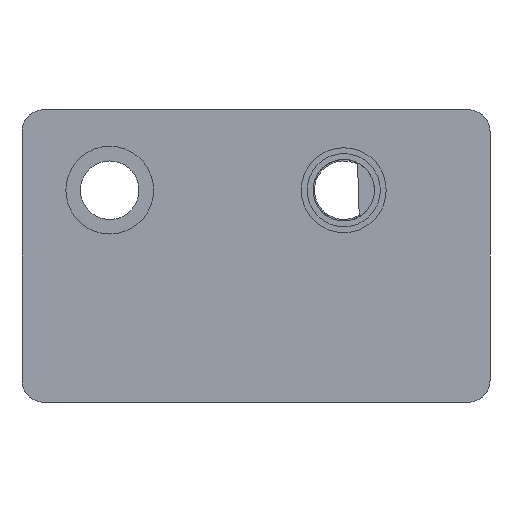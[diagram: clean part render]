
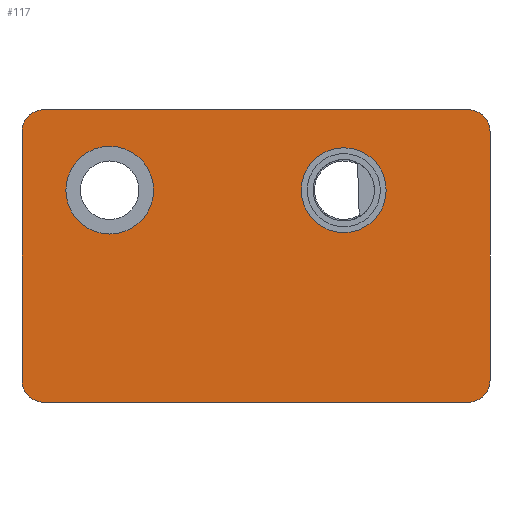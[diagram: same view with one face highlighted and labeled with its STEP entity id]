
A CAD part, front view. The second image highlights one B-rep face of the part: STEP entity #117.
In plain terms, the highlighted planar face has unit normal (0, -1, 0).
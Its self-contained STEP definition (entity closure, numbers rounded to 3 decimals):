
#6 = DIRECTION ( 'NONE',  ( 0., -1., 0. ) ) ;
#73 = AXIS2_PLACEMENT_3D ( 'NONE', #1239, #4567, #1727 ) ;
#117 = ADVANCED_FACE ( 'NONE', ( #685, #5618, #3056 ), #1158, .F. ) ;
#123 = ORIENTED_EDGE ( 'NONE', *, *, #5381, .F. ) ;
#239 = DIRECTION ( 'NONE',  ( 0., 0., 1. ) ) ;
#254 = VECTOR ( 'NONE', #3110, 1000. ) ;
#405 = CARTESIAN_POINT ( 'NONE',  ( -16., 0., 8.5 ) ) ;
#449 = CARTESIAN_POINT ( 'NONE',  ( 6., 0., 7.4 ) ) ;
#472 = ORIENTED_EDGE ( 'NONE', *, *, #5600, .T. ) ;
#503 = CIRCLE ( 'NONE', #3116, 1.5 ) ;
#504 = CARTESIAN_POINT ( 'NONE',  ( -16., 0., -10. ) ) ;
#554 = AXIS2_PLACEMENT_3D ( 'NONE', #3554, #5656, #5535 ) ;
#602 = DIRECTION ( 'NONE',  ( 0., -1., 0. ) ) ;
#621 = VERTEX_POINT ( 'NONE', #6121 ) ;
#643 = VERTEX_POINT ( 'NONE', #4232 ) ;
#685 = FACE_BOUND ( 'NONE', #2284, .T. ) ;
#766 = LINE ( 'NONE', #2940, #5692 ) ;
#863 = EDGE_LOOP ( 'NONE', ( #3962, #1436, #123, #3810, #2517, #1279, #1115, #6049 ) ) ;
#918 = VERTEX_POINT ( 'NONE', #4951 ) ;
#924 = DIRECTION ( 'NONE',  ( 0., 1., 0. ) ) ;
#934 = EDGE_CURVE ( 'NONE', #2127, #5114, #3615, .T. ) ;
#990 = AXIS2_PLACEMENT_3D ( 'NONE', #1787, #5111, #2236 ) ;
#1020 = CARTESIAN_POINT ( 'NONE',  ( 16., 0., 8.5 ) ) ;
#1053 = LINE ( 'NONE', #504, #2170 ) ;
#1093 = CARTESIAN_POINT ( 'NONE',  ( 14.5, 0., 10. ) ) ;
#1115 = ORIENTED_EDGE ( 'NONE', *, *, #2519, .F. ) ;
#1158 = PLANE ( 'NONE',  #554 ) ;
#1179 = AXIS2_PLACEMENT_3D ( 'NONE', #3452, #602, #3943 ) ;
#1239 = CARTESIAN_POINT ( 'NONE',  ( 14.5, 0., 8.5 ) ) ;
#1252 = VERTEX_POINT ( 'NONE', #4421 ) ;
#1279 = ORIENTED_EDGE ( 'NONE', *, *, #2966, .T. ) ;
#1312 = VECTOR ( 'NONE', #5252, 1000. ) ;
#1327 = EDGE_CURVE ( 'NONE', #1252, #621, #3520, .T. ) ;
#1436 = ORIENTED_EDGE ( 'NONE', *, *, #2672, .T. ) ;
#1438 = CIRCLE ( 'NONE', #1498, 3. ) ;
#1498 = AXIS2_PLACEMENT_3D ( 'NONE', #4519, #1690, #5003 ) ;
#1540 = LINE ( 'NONE', #4538, #254 ) ;
#1553 = EDGE_LOOP ( 'NONE', ( #4127, #2839 ) ) ;
#1594 = CARTESIAN_POINT ( 'NONE',  ( 6., 0., 1.6 ) ) ;
#1660 = DIRECTION ( 'NONE',  ( 0., -1., 0. ) ) ;
#1690 = DIRECTION ( 'NONE',  ( 0., 1., 0. ) ) ;
#1727 = DIRECTION ( 'NONE',  ( 0., 0., 1. ) ) ;
#1787 = CARTESIAN_POINT ( 'NONE',  ( 6., 0., 4.5 ) ) ;
#1883 = CARTESIAN_POINT ( 'NONE',  ( 16., 0., -8.5 ) ) ;
#2123 = EDGE_CURVE ( 'NONE', #918, #5057, #503, .T. ) ;
#2127 = VERTEX_POINT ( 'NONE', #2393 ) ;
#2170 = VECTOR ( 'NONE', #4782, 1000. ) ;
#2236 = DIRECTION ( 'NONE',  ( 0., 0., 1. ) ) ;
#2284 = EDGE_LOOP ( 'NONE', ( #4270, #472 ) ) ;
#2393 = CARTESIAN_POINT ( 'NONE',  ( 14.5, 0., -10. ) ) ;
#2438 = EDGE_CURVE ( 'NONE', #6073, #5090, #2723, .T. ) ;
#2517 = ORIENTED_EDGE ( 'NONE', *, *, #2959, .F. ) ;
#2519 = EDGE_CURVE ( 'NONE', #918, #3728, #3843, .T. ) ;
#2596 = VERTEX_POINT ( 'NONE', #1020 ) ;
#2672 = EDGE_CURVE ( 'NONE', #2913, #643, #5839, .T. ) ;
#2723 = CIRCLE ( 'NONE', #5876, 2.9 ) ;
#2796 = CIRCLE ( 'NONE', #73, 1.5 ) ;
#2839 = ORIENTED_EDGE ( 'NONE', *, *, #2438, .T. ) ;
#2892 = CARTESIAN_POINT ( 'NONE',  ( -14.5, 0., 8.5 ) ) ;
#2913 = VERTEX_POINT ( 'NONE', #4981 ) ;
#2940 = CARTESIAN_POINT ( 'NONE',  ( -16., 0., -10. ) ) ;
#2959 = EDGE_CURVE ( 'NONE', #2596, #5114, #1540, .T. ) ;
#2966 = EDGE_CURVE ( 'NONE', #2596, #3728, #2796, .T. ) ;
#3056 = FACE_OUTER_BOUND ( 'NONE', #863, .T. ) ;
#3084 = DIRECTION ( 'NONE',  ( 0., 1., 0. ) ) ;
#3110 = DIRECTION ( 'NONE',  ( 0., 0., -1. ) ) ;
#3116 = AXIS2_PLACEMENT_3D ( 'NONE', #2892, #6, #3363 ) ;
#3363 = DIRECTION ( 'NONE',  ( 0., 0., 1. ) ) ;
#3452 = CARTESIAN_POINT ( 'NONE',  ( -14.5, 0., -8.5 ) ) ;
#3486 = EDGE_CURVE ( 'NONE', #2913, #5057, #1053, .T. ) ;
#3520 = CIRCLE ( 'NONE', #4145, 3. ) ;
#3554 = CARTESIAN_POINT ( 'NONE',  ( 0., 0., 0. ) ) ;
#3615 = CIRCLE ( 'NONE', #4687, 1.5 ) ;
#3728 = VERTEX_POINT ( 'NONE', #1093 ) ;
#3788 = CARTESIAN_POINT ( 'NONE',  ( 6., 0., 4.5 ) ) ;
#3810 = ORIENTED_EDGE ( 'NONE', *, *, #934, .T. ) ;
#3843 = LINE ( 'NONE', #4765, #1312 ) ;
#3943 = DIRECTION ( 'NONE',  ( 0., 0., 1. ) ) ;
#3962 = ORIENTED_EDGE ( 'NONE', *, *, #3486, .F. ) ;
#4127 = ORIENTED_EDGE ( 'NONE', *, *, #4570, .T. ) ;
#4145 = AXIS2_PLACEMENT_3D ( 'NONE', #5951, #3084, #239 ) ;
#4201 = CIRCLE ( 'NONE', #990, 2.9 ) ;
#4232 = CARTESIAN_POINT ( 'NONE',  ( -14.5, 0., -10. ) ) ;
#4270 = ORIENTED_EDGE ( 'NONE', *, *, #1327, .T. ) ;
#4272 = DIRECTION ( 'NONE',  ( 0., 0., 1. ) ) ;
#4421 = CARTESIAN_POINT ( 'NONE',  ( -10., 0., 7.5 ) ) ;
#4493 = CARTESIAN_POINT ( 'NONE',  ( 14.5, 0., -8.5 ) ) ;
#4519 = CARTESIAN_POINT ( 'NONE',  ( -10., 0., 4.5 ) ) ;
#4538 = CARTESIAN_POINT ( 'NONE',  ( 16., 0., -10. ) ) ;
#4567 = DIRECTION ( 'NONE',  ( 0., -1., 0. ) ) ;
#4570 = EDGE_CURVE ( 'NONE', #5090, #6073, #4201, .T. ) ;
#4687 = AXIS2_PLACEMENT_3D ( 'NONE', #4493, #1660, #4974 ) ;
#4765 = CARTESIAN_POINT ( 'NONE',  ( -16., 0., 10. ) ) ;
#4782 = DIRECTION ( 'NONE',  ( 0., 0., 1. ) ) ;
#4865 = DIRECTION ( 'NONE',  ( -1., 0., 0. ) ) ;
#4951 = CARTESIAN_POINT ( 'NONE',  ( -14.5, 0., 10. ) ) ;
#4974 = DIRECTION ( 'NONE',  ( 0., 0., 1. ) ) ;
#4981 = CARTESIAN_POINT ( 'NONE',  ( -16., 0., -8.5 ) ) ;
#5003 = DIRECTION ( 'NONE',  ( 0., 0., 1. ) ) ;
#5057 = VERTEX_POINT ( 'NONE', #405 ) ;
#5090 = VERTEX_POINT ( 'NONE', #449 ) ;
#5111 = DIRECTION ( 'NONE',  ( 0., 1., 0. ) ) ;
#5114 = VERTEX_POINT ( 'NONE', #1883 ) ;
#5252 = DIRECTION ( 'NONE',  ( 1., 0., 0. ) ) ;
#5381 = EDGE_CURVE ( 'NONE', #2127, #643, #766, .T. ) ;
#5535 = DIRECTION ( 'NONE',  ( 0., 0., 1. ) ) ;
#5600 = EDGE_CURVE ( 'NONE', #621, #1252, #1438, .T. ) ;
#5618 = FACE_BOUND ( 'NONE', #1553, .T. ) ;
#5656 = DIRECTION ( 'NONE',  ( 0., 1., 0. ) ) ;
#5692 = VECTOR ( 'NONE', #4865, 1000. ) ;
#5839 = CIRCLE ( 'NONE', #1179, 1.5 ) ;
#5876 = AXIS2_PLACEMENT_3D ( 'NONE', #3788, #924, #4272 ) ;
#5951 = CARTESIAN_POINT ( 'NONE',  ( -10., 0., 4.5 ) ) ;
#6049 = ORIENTED_EDGE ( 'NONE', *, *, #2123, .T. ) ;
#6073 = VERTEX_POINT ( 'NONE', #1594 ) ;
#6121 = CARTESIAN_POINT ( 'NONE',  ( -10., 0., 1.5 ) ) ;
